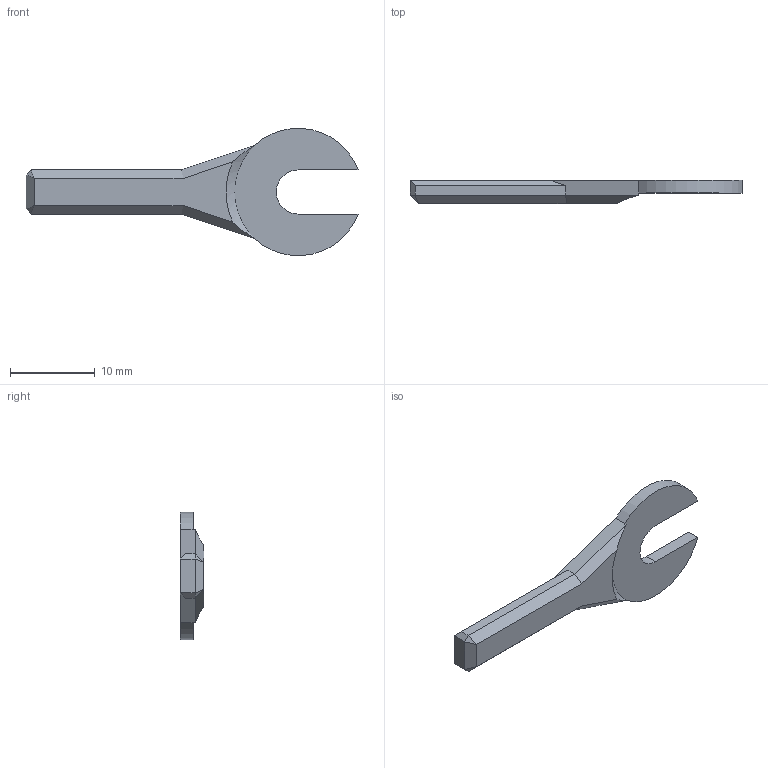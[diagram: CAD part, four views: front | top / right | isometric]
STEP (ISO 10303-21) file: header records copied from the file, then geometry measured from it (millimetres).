
FILE_DESCRIPTION(/* description */ (''),/* implementation_level */ '2;1');
FILE_NAME(/* name */ 'Motor Pulley Preload Jig.step',/* time_stamp */ '2025-05-27T20:27:57-04:00',/* author */ (''),/* organization */ (''),/* preprocessor_version */ 'ST-DEVELOPER v20.1',/* originating_system */ 'Autodesk Translation Framework v14.10.0.0',/* authorisation */ '');
FILE_SCHEMA (('AUTOMOTIVE_DESIGN { 1 0 10303 214 3 1 1 }'));
Length unit declared in the file: millimetre
Products named in the file (1): Motor Pulley Preload Jig
Bounding box: 39.07 x 2.75 x 14.97 mm (x, y, z)
Volume: 554.6 mm3; surface area: 747 mm2
Topology: 1 solids, 1 shells, 26 faces, 58 edges, 34 vertices
Faces by surface type: plane 21, cylinder 4, cone 1
Entity records: 741 total; most frequent: CARTESIAN_POINT 125, DIRECTION 119, ORIENTED_EDGE 116, EDGE_CURVE 58, LINE 47, VECTOR 47, AXIS2_PLACEMENT_3D 36, VERTEX_POINT 34
